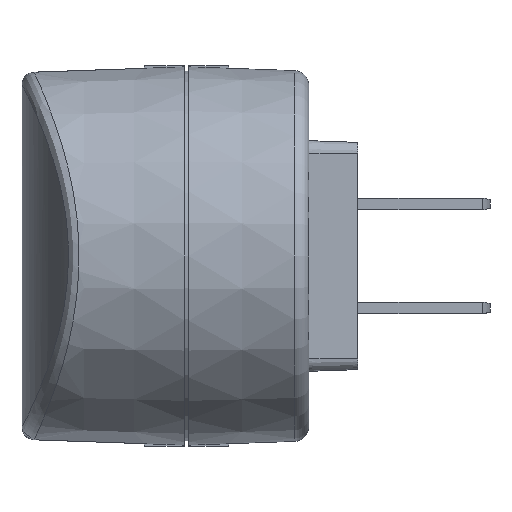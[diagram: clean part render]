
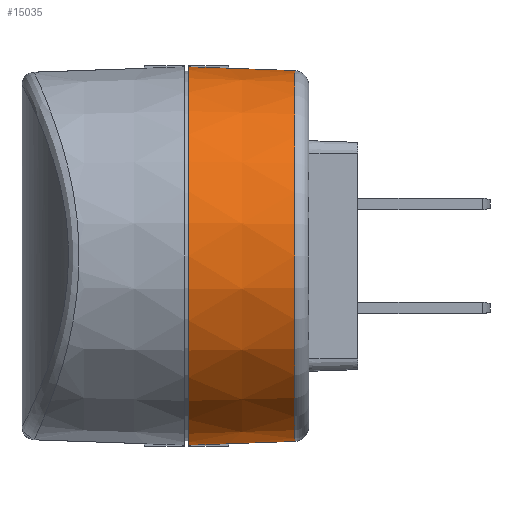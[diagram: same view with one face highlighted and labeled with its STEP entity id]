
A CAD part, left-side view. The second image highlights one B-rep face of the part: STEP entity #15035.
In plain terms, the highlighted conical face has half-angle 2 degrees and reference radius 22.86 mm.
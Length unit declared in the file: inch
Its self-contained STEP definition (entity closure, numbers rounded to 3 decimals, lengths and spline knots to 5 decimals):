
#1737 = DIRECTION ( 'NONE',  ( 0., 1., 0. ) ) ;
#1749 = CARTESIAN_POINT ( 'NONE',  ( -2.62, -0.01, 0. ) ) ;
#1758 = DIRECTION ( 'NONE',  ( 0., 0., -1. ) ) ;
#2928 = DIRECTION ( 'NONE',  ( 0., 1., 0. ) ) ;
#2938 = CARTESIAN_POINT ( 'NONE',  ( -2.62, -0.51444, 0. ) ) ;
#2979 = DIRECTION ( 'NONE',  ( 0., 0., 1. ) ) ;
#3206 = DIRECTION ( 'NONE',  ( 0., -0.999, 0.035 ) ) ;
#3217 = CARTESIAN_POINT ( 'NONE',  ( -2.62, -0.01, -0.9 ) ) ;
#3816 = FACE_OUTER_BOUND ( 'NONE', #16497, .T. ) ;
#3825 = CONICAL_SURFACE ( 'NONE', #6310, 0.9, 0.035 ) ;
#3947 = VERTEX_POINT ( 'NONE', #9983 ) ;
#4895 = EDGE_CURVE ( 'NONE', #3947, #9578, #11523, .T. ) ;
#5059 = EDGE_CURVE ( 'NONE', #9578, #9386, #9959, .T. ) ;
#5071 = EDGE_CURVE ( 'NONE', #9482, #9515, #9964, .T. ) ;
#6310 = AXIS2_PLACEMENT_3D ( 'NONE', #1749, #1737, #1758 ) ;
#6714 = VECTOR ( 'NONE', #13792, 39.37008 ) ;
#6716 = LINE ( 'NONE', #13787, #6714 ) ;
#6727 = LINE ( 'NONE', #13898, #6730 ) ;
#6730 = VECTOR ( 'NONE', #13902, 39.37008 ) ;
#6733 = LINE ( 'NONE', #13925, #6736 ) ;
#6736 = VECTOR ( 'NONE', #13932, 39.37008 ) ;
#7859 = DIRECTION ( 'NONE',  ( 0., 0., -1. ) ) ;
#7866 = DIRECTION ( 'NONE',  ( 0., -1., 0. ) ) ;
#7875 = CARTESIAN_POINT ( 'NONE',  ( -2.62, -0.01, 0. ) ) ;
#8880 = ORIENTED_EDGE ( 'NONE', *, *, #4895, .T. ) ;
#8989 = ORIENTED_EDGE ( 'NONE', *, *, #10828, .T. ) ;
#8991 = ORIENTED_EDGE ( 'NONE', *, *, #5071, .T. ) ;
#9026 = ORIENTED_EDGE ( 'NONE', *, *, #5059, .T. ) ;
#9046 = ORIENTED_EDGE ( 'NONE', *, *, #10825, .F. ) ;
#9073 = ORIENTED_EDGE ( 'NONE', *, *, #10815, .T. ) ;
#9386 = VERTEX_POINT ( 'NONE', #12066 ) ;
#9482 = VERTEX_POINT ( 'NONE', #11956 ) ;
#9515 = VERTEX_POINT ( 'NONE', #11934 ) ;
#9578 = VERTEX_POINT ( 'NONE', #13776 ) ;
#9712 = VERTEX_POINT ( 'NONE', #13769 ) ;
#9956 = VECTOR ( 'NONE', #3206, 39.37008 ) ;
#9959 = LINE ( 'NONE', #3217, #9956 ) ;
#9964 = CIRCLE ( 'NONE', #11101, 0.88238 ) ;
#9983 = CARTESIAN_POINT ( 'NONE',  ( -2.62, -0.01, 0.9 ) ) ;
#10815 = EDGE_CURVE ( 'NONE', #9515, #9712, #6716, .T. ) ;
#10825 = EDGE_CURVE ( 'NONE', #9482, #9386, #6727, .T. ) ;
#10828 = EDGE_CURVE ( 'NONE', #9712, #3947, #6733, .T. ) ;
#11088 = AXIS2_PLACEMENT_3D ( 'NONE', #7875, #7866, #7859 ) ;
#11101 = AXIS2_PLACEMENT_3D ( 'NONE', #2938, #2928, #2979 ) ;
#11523 = CIRCLE ( 'NONE', #11088, 0.9 ) ;
#11934 = CARTESIAN_POINT ( 'NONE',  ( -2.62, -0.51444, 0.88238 ) ) ;
#11956 = CARTESIAN_POINT ( 'NONE',  ( -2.62, -0.51444, -0.88238 ) ) ;
#12066 = CARTESIAN_POINT ( 'NONE',  ( -2.62, -0.2, -0.89337 ) ) ;
#13769 = CARTESIAN_POINT ( 'NONE',  ( -2.62, -0.2, 0.89337 ) ) ;
#13776 = CARTESIAN_POINT ( 'NONE',  ( -2.62, -0.01, -0.9 ) ) ;
#13787 = CARTESIAN_POINT ( 'NONE',  ( -2.62, -0.01, 0.9 ) ) ;
#13792 = DIRECTION ( 'NONE',  ( 0., 0.999, 0.035 ) ) ;
#13898 = CARTESIAN_POINT ( 'NONE',  ( -2.62, -0.01, -0.9 ) ) ;
#13902 = DIRECTION ( 'NONE',  ( 0., 0.999, -0.035 ) ) ;
#13925 = CARTESIAN_POINT ( 'NONE',  ( -2.62, -0.01, 0.9 ) ) ;
#13932 = DIRECTION ( 'NONE',  ( 0., 0.999, 0.035 ) ) ;
#15035 = ADVANCED_FACE ( 'NONE', ( #3816 ), #3825, .T. ) ;
#16497 = EDGE_LOOP ( 'NONE', ( #9046, #8991, #9073, #8989, #8880, #9026 ) ) ;
